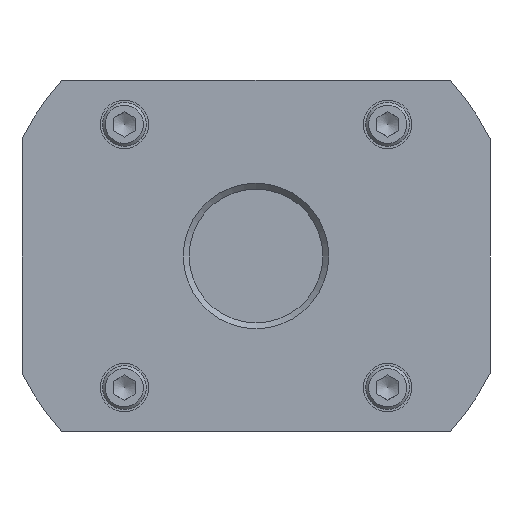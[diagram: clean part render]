
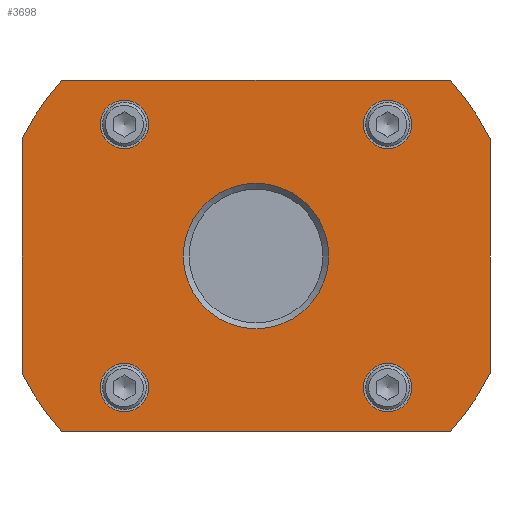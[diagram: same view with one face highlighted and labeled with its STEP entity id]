
A CAD part, front view. The second image highlights one B-rep face of the part: STEP entity #3698.
In plain terms, the highlighted planar face has unit normal (0, -1, 0).
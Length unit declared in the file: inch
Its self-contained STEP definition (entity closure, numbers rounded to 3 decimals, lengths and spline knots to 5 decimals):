
#3155=CARTESIAN_POINT('',(1.66024,0.,1.5));
#3156=VERTEX_POINT('',#3155);
#3163=CARTESIAN_POINT('',(2.,0.,1.0032));
#3164=VERTEX_POINT('',#3163);
#3165=CARTESIAN_POINT('',(0.0,0.0,0.0));
#3166=DIRECTION('',(0.0,1.0,0.0));
#3167=DIRECTION('',(1.0,0.0,0.0));
#3168=AXIS2_PLACEMENT_3D('',#3165,#3166,#3167);
#3169=CIRCLE('',#3168,2.2375);
#3170=EDGE_CURVE('',#3156,#3164,#3169,.T.);
#3187=CARTESIAN_POINT('',(2.,0.,-1.0032));
#3188=VERTEX_POINT('',#3187);
#3195=CARTESIAN_POINT('',(1.66024,0.,-1.5));
#3196=VERTEX_POINT('',#3195);
#3197=CARTESIAN_POINT('',(0.0,0.0,0.0));
#3198=DIRECTION('',(0.0,1.0,0.0));
#3199=DIRECTION('',(1.0,0.0,0.0));
#3200=AXIS2_PLACEMENT_3D('',#3197,#3198,#3199);
#3201=CIRCLE('',#3200,2.2375);
#3202=EDGE_CURVE('',#3188,#3196,#3201,.T.);
#3219=CARTESIAN_POINT('',(-1.66024,0.,-1.5));
#3220=VERTEX_POINT('',#3219);
#3227=CARTESIAN_POINT('',(-2.,0.,-1.0032));
#3228=VERTEX_POINT('',#3227);
#3229=CARTESIAN_POINT('',(0.0,0.0,0.0));
#3230=DIRECTION('',(0.0,1.0,0.0));
#3231=DIRECTION('',(1.0,0.0,0.0));
#3232=AXIS2_PLACEMENT_3D('',#3229,#3230,#3231);
#3233=CIRCLE('',#3232,2.2375);
#3234=EDGE_CURVE('',#3220,#3228,#3233,.T.);
#3251=CARTESIAN_POINT('',(-2.,0.,1.0032));
#3252=VERTEX_POINT('',#3251);
#3259=CARTESIAN_POINT('',(-1.66024,0.,1.5));
#3260=VERTEX_POINT('',#3259);
#3261=CARTESIAN_POINT('',(0.0,0.0,0.0));
#3262=DIRECTION('',(0.0,1.0,0.0));
#3263=DIRECTION('',(1.0,0.0,0.0));
#3264=AXIS2_PLACEMENT_3D('',#3261,#3262,#3263);
#3265=CIRCLE('',#3264,2.2375);
#3266=EDGE_CURVE('',#3252,#3260,#3265,.T.);
#3284=CARTESIAN_POINT('',(-1.66024,0.,1.5));
#3285=DIRECTION('',(1.0,0.0,0.0));
#3286=VECTOR('',#3285,3.32049);
#3287=LINE('',#3284,#3286);
#3288=EDGE_CURVE('',#3260,#3156,#3287,.T.);
#3338=CARTESIAN_POINT('',(-1.3325,0.,1.125));
#3339=VERTEX_POINT('',#3338);
#3340=CARTESIAN_POINT('',(-1.125,0.,1.125));
#3341=DIRECTION('',(0.0,1.0,0.0));
#3342=DIRECTION('',(-1.0,0.0,0.0));
#3343=AXIS2_PLACEMENT_3D('',#3340,#3341,#3342);
#3344=CIRCLE('',#3343,0.2075);
#3345=EDGE_CURVE('',#3339,#3339,#3344,.T.);
#3387=CARTESIAN_POINT('',(0.9175,0.,1.125));
#3388=VERTEX_POINT('',#3387);
#3389=CARTESIAN_POINT('',(1.125,0.,1.125));
#3390=DIRECTION('',(0.0,1.0,0.0));
#3391=DIRECTION('',(-1.0,0.0,0.0));
#3392=AXIS2_PLACEMENT_3D('',#3389,#3390,#3391);
#3393=CIRCLE('',#3392,0.2075);
#3394=EDGE_CURVE('',#3388,#3388,#3393,.T.);
#3436=CARTESIAN_POINT('',(-1.3325,0.,-1.125));
#3437=VERTEX_POINT('',#3436);
#3438=CARTESIAN_POINT('',(-1.125,0.,-1.125));
#3439=DIRECTION('',(0.0,1.0,0.0));
#3440=DIRECTION('',(-1.0,0.0,0.0));
#3441=AXIS2_PLACEMENT_3D('',#3438,#3439,#3440);
#3442=CIRCLE('',#3441,0.2075);
#3443=EDGE_CURVE('',#3437,#3437,#3442,.T.);
#3477=CARTESIAN_POINT('',(0.9175,0.,-1.125));
#3478=VERTEX_POINT('',#3477);
#3479=CARTESIAN_POINT('',(1.125,0.,-1.125));
#3480=DIRECTION('',(0.0,1.0,0.0));
#3481=DIRECTION('',(-1.0,0.0,0.0));
#3482=AXIS2_PLACEMENT_3D('',#3479,#3480,#3481);
#3483=CIRCLE('',#3482,0.2075);
#3484=EDGE_CURVE('',#3478,#3478,#3483,.T.);
#3498=CARTESIAN_POINT('',(2.,0.,1.0032));
#3499=DIRECTION('',(0.0,0.0,-1.0));
#3500=VECTOR('',#3499,2.0064);
#3501=LINE('',#3498,#3500);
#3502=EDGE_CURVE('',#3164,#3188,#3501,.T.);
#3558=CARTESIAN_POINT('',(-2.,0.,-1.0032));
#3559=DIRECTION('',(0.0,0.0,1.0));
#3560=VECTOR('',#3559,2.0064);
#3561=LINE('',#3558,#3560);
#3562=EDGE_CURVE('',#3228,#3252,#3561,.T.);
#3618=CARTESIAN_POINT('',(1.66024,0.,-1.5));
#3619=DIRECTION('',(-1.0,0.0,0.0));
#3620=VECTOR('',#3619,3.32049);
#3621=LINE('',#3618,#3620);
#3622=EDGE_CURVE('',#3196,#3220,#3621,.T.);
#3660=CARTESIAN_POINT('',(0.,0.,0.));
#3661=DIRECTION('',(0.0,1.0,0.0));
#3662=DIRECTION('',(0.0,0.0,-1.0));
#3663=AXIS2_PLACEMENT_3D('',#3660,#3661,#3662);
#3664=PLANE('',#3663);
#3665=ORIENTED_EDGE('',*,*,#3170,.F.);
#3666=ORIENTED_EDGE('',*,*,#3288,.F.);
#3667=ORIENTED_EDGE('',*,*,#3266,.F.);
#3668=ORIENTED_EDGE('',*,*,#3562,.F.);
#3669=ORIENTED_EDGE('',*,*,#3234,.F.);
#3670=ORIENTED_EDGE('',*,*,#3622,.F.);
#3671=ORIENTED_EDGE('',*,*,#3202,.F.);
#3672=ORIENTED_EDGE('',*,*,#3502,.F.);
#3673=EDGE_LOOP('',(#3665,#3666,#3667,#3668,#3669,#3670,#3671,#3672));
#3674=FACE_OUTER_BOUND('',#3673,.T.);
#3675=ORIENTED_EDGE('',*,*,#3345,.T.);
#3676=EDGE_LOOP('',(#3675));
#3677=FACE_BOUND('',#3676,.T.);
#3678=ORIENTED_EDGE('',*,*,#3394,.T.);
#3679=EDGE_LOOP('',(#3678));
#3680=FACE_BOUND('',#3679,.T.);
#3681=ORIENTED_EDGE('',*,*,#3443,.T.);
#3682=EDGE_LOOP('',(#3681));
#3683=FACE_BOUND('',#3682,.T.);
#3684=ORIENTED_EDGE('',*,*,#3484,.T.);
#3685=EDGE_LOOP('',(#3684));
#3686=FACE_BOUND('',#3685,.T.);
#3687=CARTESIAN_POINT('',(-0.622,0.,0.));
#3688=VERTEX_POINT('',#3687);
#3689=CARTESIAN_POINT('',(0.0,0.0,0.0));
#3690=DIRECTION('',(0.0,-1.0,0.0));
#3691=DIRECTION('',(1.0,0.0,0.0));
#3692=AXIS2_PLACEMENT_3D('',#3689,#3690,#3691);
#3693=CIRCLE('',#3692,0.622);
#3694=EDGE_CURVE('',#3688,#3688,#3693,.T.);
#3695=ORIENTED_EDGE('',*,*,#3694,.F.);
#3696=EDGE_LOOP('',(#3695));
#3697=FACE_BOUND('',#3696,.T.);
#3698=ADVANCED_FACE('',(#3674,#3677,#3680,#3683,#3686,#3697),#3664,.F.);
